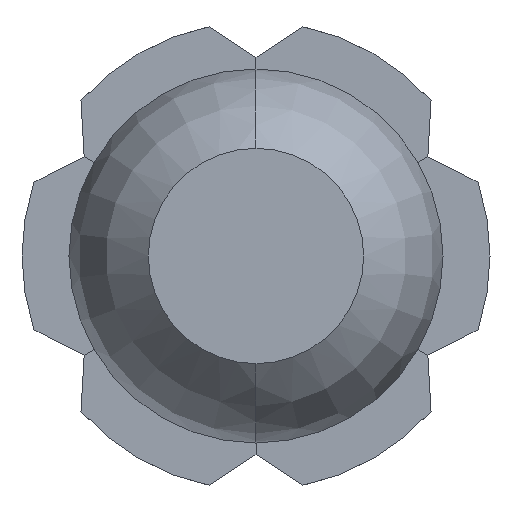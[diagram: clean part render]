
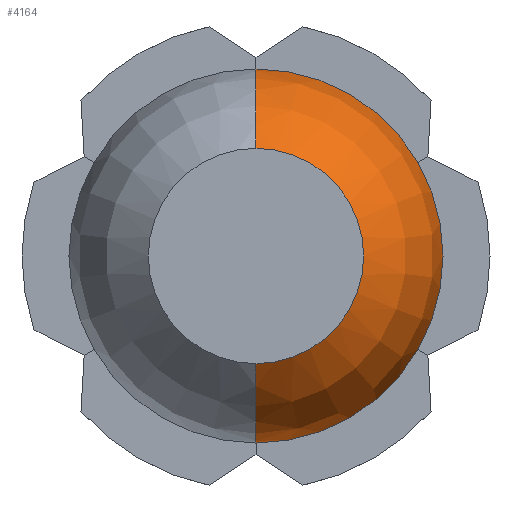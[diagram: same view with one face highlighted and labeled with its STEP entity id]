
A CAD part, front view. The second image highlights one B-rep face of the part: STEP entity #4164.
In plain terms, the highlighted toroidal (fillet/blend) face has major radius 0.005 mm and minor radius 1.01 mm.
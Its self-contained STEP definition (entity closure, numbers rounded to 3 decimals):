
#24 = EDGE_CURVE ( 'Defeature ausgef�hrt1_0+Defeature ausgef�hrt1_5+Defeature ausgef�hrt1_5+Defeature ausgef�hrt1_5', #3584, #2806, #3148, .T. ) ;
#289 = AXIS2_PLACEMENT_3D ( 'NONE', #1639, #996, #1684 ) ;
#496 = EDGE_LOOP ( 'NONE', ( #1609, #557, #2633, #1008 ) ) ;
#557 = ORIENTED_EDGE ( 'NONE', *, *, #3723, .T. ) ;
#581 = DIRECTION ( 'NONE',  ( 0., 1., 0. ) ) ;
#813 = DIRECTION ( 'NONE',  ( 0., 1., 0. ) ) ;
#864 = FACE_OUTER_BOUND ( 'NONE', #496, .T. ) ;
#996 = DIRECTION ( 'NONE',  ( -1., 0., 0. ) ) ;
#1008 = ORIENTED_EDGE ( 'NONE', *, *, #1668, .F. ) ;
#1084 = CIRCLE ( 'NONE', #289, 1.01 ) ;
#1177 = CARTESIAN_POINT ( 'NONE',  ( 0., -23.873, 0. ) ) ;
#1189 = VERTEX_POINT ( 'NONE', #2409 ) ;
#1609 = ORIENTED_EDGE ( 'NONE', *, *, #24, .T. ) ;
#1639 = CARTESIAN_POINT ( 'NONE',  ( 0., -23.873, 0.005 ) ) ;
#1668 = EDGE_CURVE ( 'NONE', #3584, #1189, #1084, .T. ) ;
#1684 = DIRECTION ( 'NONE',  ( 0., 0., 1. ) ) ;
#1796 = AXIS2_PLACEMENT_3D ( 'NONE', #3594, #1809, #2499 ) ;
#1809 = DIRECTION ( 'NONE',  ( 0., 1., 0. ) ) ;
#1891 = AXIS2_PLACEMENT_3D ( 'NONE', #3006, #581, #3380 ) ;
#2262 = DIRECTION ( 'NONE',  ( 0., 0., -1. ) ) ;
#2409 = CARTESIAN_POINT ( 'NONE',  ( 0., -23.873, 1.015 ) ) ;
#2447 = AXIS2_PLACEMENT_3D ( 'NONE', #4017, #2981, #2262 ) ;
#2499 = DIRECTION ( 'NONE',  ( 0., 0., 1. ) ) ;
#2579 = EDGE_CURVE ( 'Defeature ausgef�hrt1_1+Defeature ausgef�hrt1_0+Defeature ausgef�hrt1_0+Defeature ausgef�hrt1_0', #1189, #3530, #2873, .T. ) ;
#2633 = ORIENTED_EDGE ( 'NONE', *, *, #2579, .F. ) ;
#2806 = VERTEX_POINT ( 'NONE', #2990 ) ;
#2873 = CIRCLE ( 'NONE', #1796, 1.015 ) ;
#2981 = DIRECTION ( 'NONE',  ( 1., 0., 0. ) ) ;
#2990 = CARTESIAN_POINT ( 'NONE',  ( 0., -24.7, -0.584 ) ) ;
#3006 = CARTESIAN_POINT ( 'NONE',  ( 0., -24.7, 0. ) ) ;
#3148 = CIRCLE ( 'NONE', #1891, 0.584 ) ;
#3198 = TOROIDAL_SURFACE ( 'NONE', #3703, 0.005, 1.01 ) ;
#3375 = CARTESIAN_POINT ( 'NONE',  ( 0., -23.873, -1.015 ) ) ;
#3380 = DIRECTION ( 'NONE',  ( 0., 0., 1. ) ) ;
#3530 = VERTEX_POINT ( 'NONE', #3375 ) ;
#3584 = VERTEX_POINT ( 'NONE', #4192 ) ;
#3594 = CARTESIAN_POINT ( 'NONE',  ( 0., -23.873, 0. ) ) ;
#3703 = AXIS2_PLACEMENT_3D ( 'NONE', #1177, #813, #4289 ) ;
#3723 = EDGE_CURVE ( 'NONE', #2806, #3530, #4130, .T. ) ;
#4017 = CARTESIAN_POINT ( 'NONE',  ( 0., -23.873, -0.005 ) ) ;
#4130 = CIRCLE ( 'NONE', #2447, 1.01 ) ;
#4164 = ADVANCED_FACE ( 'Defeature ausgef�hrt1_0', ( #864 ), #3198, .T. ) ;
#4192 = CARTESIAN_POINT ( 'NONE',  ( 0., -24.7, 0.584 ) ) ;
#4289 = DIRECTION ( 'NONE',  ( 0., 0., 1. ) ) ;
